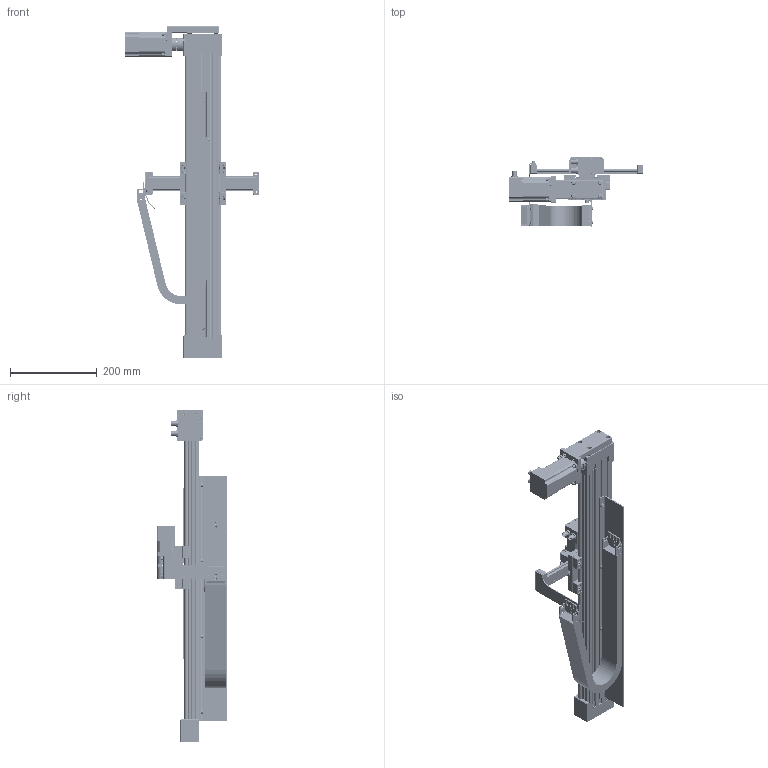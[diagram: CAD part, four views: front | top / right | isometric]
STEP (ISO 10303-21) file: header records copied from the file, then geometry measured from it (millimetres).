
FILE_DESCRIPTION(/* description */ (''),/* implementation_level */ '2;1');
FILE_NAME(/* name */ 'DLE-LG-0001_D00159681.stp',/* time_stamp */ '2020-06-05T08:46:42+02:00',/* author */ ('fkleine'),/* organization */ (''),/* preprocessor_version */ 'ST-DEVELOPER v18',/* originating_system */ 'Autodesk Inventor 2020',/* authorisation */ '');
FILE_SCHEMA (('AUTOMOTIVE_DESIGN { 1 0 10303 214 3 1 1 }'));
Products named in the file (14): D00159681.iam; D00159682.ipt; D00159685.ipt; D00119001.ipt; NOR-11013; NOR-10557; D00159690.ipt; D00159692.ipt; D00159695.ipt; NOR-11003; NOR-10532; NOR-10730; NOR-11014; NOR-10101
Assembly tree (33 placements, depth 2):
  D00159681.iam
    D00159682.ipt
    D00159685.ipt
    D00119001.ipt  x4
    NOR-11013  x4
    NOR-10557  x4
    D00159690.ipt
    D00159692.ipt
    D00159695.ipt
    NOR-11003  x2
    NOR-10532  x2
    NOR-10730  x4
    NOR-11014  x4
    NOR-10101  x4
Bounding box: 310.25 x 161 x 764 mm (x, y, z)
Volume: 2323380 mm3; surface area: 1080805.8 mm2
Topology: 132 solids, 132 shells, 6610 faces, 17745 edges, 11530 vertices
Faces by surface type: plane 3727, cylinder 1872, cone 437, bspline 290, sphere 172, torus 112
Full cylindrical faces by diameter (mm): 1 x26, 1.3 x2, 1.8 x9, 2 x32, 2.013 x6, 2.1 x2, 2.459 x16, 2.5 x7, 2.8 x4, 2.9 x4, 3 x19, 3.2 x17, 3.242 x24, 3.459 x8, 4 x28, 4.018 x4, 4.1 x4, 4.134 x16, 4.2 x10, 4.3 x6, 4.459 x4, 4.5 x4, 4.9 x4, 4.917 x18, 5 x28, 5.3 x4, 5.5 x32, 5.54 x4, 5.96 x4, 6 x28
Entity records: 210975 total; most frequent: CARTESIAN_POINT 41811, ORIENTED_EDGE 34032, DIRECTION 33562, EDGE_CURVE 17016, AXIS2_PLACEMENT_3D 11477, VERTEX_POINT 11221, LINE 10608, VECTOR 10608
